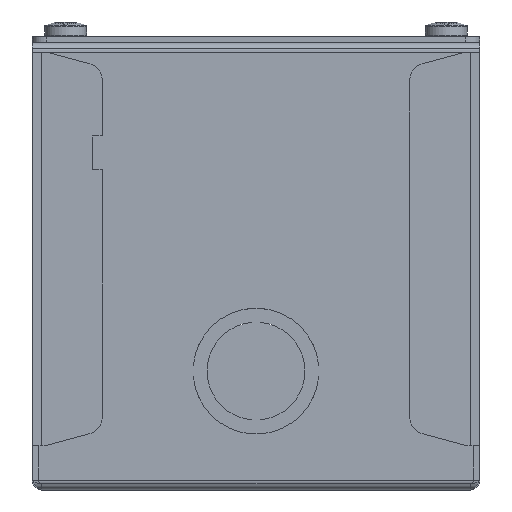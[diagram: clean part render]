
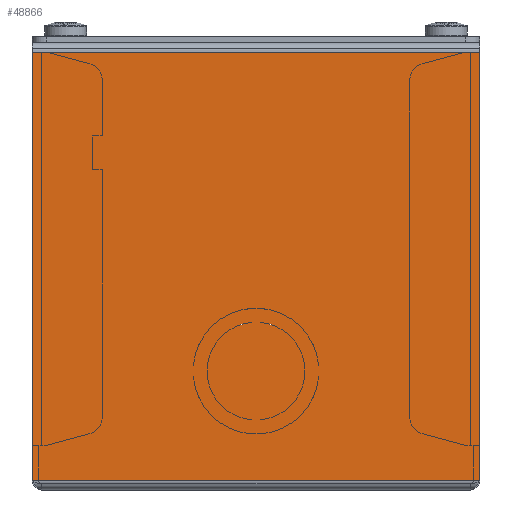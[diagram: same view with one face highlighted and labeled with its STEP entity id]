
A CAD part, left-side view. The second image highlights one B-rep face of the part: STEP entity #48866.
In plain terms, the highlighted planar face has unit normal (-1, 0, 0).
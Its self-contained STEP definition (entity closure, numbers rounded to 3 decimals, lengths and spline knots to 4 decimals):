
#4086=FACE_BOUND('',#8978,.T.);
#4087=FACE_BOUND('',#8979,.T.);
#4088=FACE_BOUND('',#8980,.T.);
#4089=FACE_BOUND('',#8981,.T.);
#4542=PLANE('',#51882);
#6346=FACE_OUTER_BOUND('',#8977,.T.);
#8977=EDGE_LOOP('',(#35266,#35267,#35268,#35269));
#8978=EDGE_LOOP('',(#35270,#35271,#35272,#35273));
#8979=EDGE_LOOP('',(#35274,#35275,#35276,#35277));
#8980=EDGE_LOOP('',(#35278,#35279,#35280,#35281));
#8981=EDGE_LOOP('',(#35282,#35283,#35284,#35285));
#11844=LINE('',#64500,#17034);
#12107=LINE('',#65294,#17297);
#12113=LINE('',#65306,#17303);
#12119=LINE('',#65325,#17309);
#12130=LINE('',#65359,#17320);
#12139=LINE('',#65390,#17329);
#12145=LINE('',#65402,#17335);
#12151=LINE('',#65421,#17341);
#12162=LINE('',#65455,#17352);
#12174=LINE('',#65500,#17364);
#12178=LINE('',#65509,#17368);
#12189=LINE('',#65535,#17379);
#17034=VECTOR('',#54235,0.3937);
#17297=VECTOR('',#55026,0.3937);
#17303=VECTOR('',#55036,0.3937);
#17309=VECTOR('',#55058,0.3937);
#17320=VECTOR('',#55091,0.3937);
#17329=VECTOR('',#55122,0.3937);
#17335=VECTOR('',#55132,0.3937);
#17341=VECTOR('',#55154,0.3937);
#17352=VECTOR('',#55187,0.3937);
#17364=VECTOR('',#55237,0.3937);
#17368=VECTOR('',#55249,0.3937);
#17379=VECTOR('',#55280,0.3937);
#22240=CIRCLE('',#51791,0.4375);
#22244=CIRCLE('',#51800,0.4374);
#22248=CIRCLE('',#51809,0.4375);
#22252=CIRCLE('',#51815,0.4374);
#22256=CIRCLE('',#51823,0.5625);
#22260=CIRCLE('',#51832,0.5624);
#22264=CIRCLE('',#51841,0.5625);
#22268=CIRCLE('',#51847,0.5624);
#22690=VERTEX_POINT('',#64497);
#22691=VERTEX_POINT('',#64499);
#22950=VERTEX_POINT('',#65275);
#22951=VERTEX_POINT('',#65276);
#22958=VERTEX_POINT('',#65293);
#22962=VERTEX_POINT('',#65305);
#22966=VERTEX_POINT('',#65323);
#22967=VERTEX_POINT('',#65324);
#22974=VERTEX_POINT('',#65341);
#22978=VERTEX_POINT('',#65353);
#22982=VERTEX_POINT('',#65371);
#22983=VERTEX_POINT('',#65372);
#22990=VERTEX_POINT('',#65389);
#22994=VERTEX_POINT('',#65401);
#22998=VERTEX_POINT('',#65419);
#22999=VERTEX_POINT('',#65420);
#23006=VERTEX_POINT('',#65437);
#23010=VERTEX_POINT('',#65449);
#23024=VERTEX_POINT('',#65497);
#23025=VERTEX_POINT('',#65499);
#27396=EDGE_CURVE('',#22691,#22690,#11844,.T.);
#27784=EDGE_CURVE('',#22950,#22951,#22240,.T.);
#27792=EDGE_CURVE('',#22951,#22958,#12107,.T.);
#27798=EDGE_CURVE('',#22962,#22950,#12113,.T.);
#27801=EDGE_CURVE('',#22958,#22962,#22244,.T.);
#27808=EDGE_CURVE('',#22966,#22967,#12119,.T.);
#27816=EDGE_CURVE('',#22967,#22974,#22248,.T.);
#27822=EDGE_CURVE('',#22978,#22966,#22252,.T.);
#27825=EDGE_CURVE('',#22974,#22978,#12130,.T.);
#27832=EDGE_CURVE('',#22982,#22983,#22256,.T.);
#27840=EDGE_CURVE('',#22983,#22990,#12139,.T.);
#27846=EDGE_CURVE('',#22994,#22982,#12145,.T.);
#27849=EDGE_CURVE('',#22990,#22994,#22260,.T.);
#27856=EDGE_CURVE('',#22998,#22999,#12151,.T.);
#27864=EDGE_CURVE('',#22999,#23006,#22264,.T.);
#27870=EDGE_CURVE('',#23010,#22998,#22268,.T.);
#27873=EDGE_CURVE('',#23006,#23010,#12162,.T.);
#27896=EDGE_CURVE('',#23024,#23025,#12174,.T.);
#27901=EDGE_CURVE('',#22690,#23025,#12178,.T.);
#27914=EDGE_CURVE('',#22691,#23024,#12189,.T.);
#35266=ORIENTED_EDGE('',*,*,#27901,.T.);
#35267=ORIENTED_EDGE('',*,*,#27896,.F.);
#35268=ORIENTED_EDGE('',*,*,#27914,.F.);
#35269=ORIENTED_EDGE('',*,*,#27396,.T.);
#35270=ORIENTED_EDGE('',*,*,#27801,.T.);
#35271=ORIENTED_EDGE('',*,*,#27798,.T.);
#35272=ORIENTED_EDGE('',*,*,#27784,.T.);
#35273=ORIENTED_EDGE('',*,*,#27792,.T.);
#35274=ORIENTED_EDGE('',*,*,#27825,.T.);
#35275=ORIENTED_EDGE('',*,*,#27822,.T.);
#35276=ORIENTED_EDGE('',*,*,#27808,.T.);
#35277=ORIENTED_EDGE('',*,*,#27816,.T.);
#35278=ORIENTED_EDGE('',*,*,#27849,.T.);
#35279=ORIENTED_EDGE('',*,*,#27846,.T.);
#35280=ORIENTED_EDGE('',*,*,#27832,.T.);
#35281=ORIENTED_EDGE('',*,*,#27840,.T.);
#35282=ORIENTED_EDGE('',*,*,#27873,.T.);
#35283=ORIENTED_EDGE('',*,*,#27870,.T.);
#35284=ORIENTED_EDGE('',*,*,#27856,.T.);
#35285=ORIENTED_EDGE('',*,*,#27864,.T.);
#48866=ADVANCED_FACE('',(#6346,#4086,#4087,#4088,#4089),#4542,.F.);
#51791=AXIS2_PLACEMENT_3D('',#65277,#55010,#55011);
#51800=AXIS2_PLACEMENT_3D('',#65311,#55041,#55042);
#51809=AXIS2_PLACEMENT_3D('',#65342,#55070,#55071);
#51815=AXIS2_PLACEMENT_3D('',#65354,#55084,#55085);
#51823=AXIS2_PLACEMENT_3D('',#65373,#55106,#55107);
#51832=AXIS2_PLACEMENT_3D('',#65407,#55137,#55138);
#51841=AXIS2_PLACEMENT_3D('',#65438,#55166,#55167);
#51847=AXIS2_PLACEMENT_3D('',#65450,#55180,#55181);
#51882=AXIS2_PLACEMENT_3D('',#65534,#55278,#55279);
#54235=DIRECTION('',(0.,0.,1.));
#55010=DIRECTION('center_axis',(1.,0.,0.));
#55011=DIRECTION('ref_axis',(0.,0.,
-1.));
#55026=DIRECTION('',(0.,0.,-1.));
#55036=DIRECTION('',(0.,0.,-1.));
#55041=DIRECTION('center_axis',(-1.,0.,0.));
#55042=DIRECTION('ref_axis',(0.,0.,
1.));
#55058=DIRECTION('',(0.,0.,1.));
#55070=DIRECTION('center_axis',(1.,0.,0.));
#55071=DIRECTION('ref_axis',(0.,0.,
-1.));
#55084=DIRECTION('center_axis',(-1.,0.,0.));
#55085=DIRECTION('ref_axis',(0.,0.,
1.));
#55091=DIRECTION('',(0.,0.,1.));
#55106=DIRECTION('center_axis',(1.,0.,0.));
#55107=DIRECTION('ref_axis',(0.,0.,
-1.));
#55122=DIRECTION('',(0.,-1.,0.));
#55132=DIRECTION('',(0.,-1.,0.));
#55137=DIRECTION('center_axis',(-1.,0.,0.));
#55138=DIRECTION('ref_axis',(0.,0.,
1.));
#55154=DIRECTION('',(0.,1.,0.));
#55166=DIRECTION('center_axis',(1.,0.,0.));
#55167=DIRECTION('ref_axis',(0.,0.,
-1.));
#55180=DIRECTION('center_axis',(-1.,0.,0.));
#55181=DIRECTION('ref_axis',(0.,0.,
1.));
#55187=DIRECTION('',(0.,1.,0.));
#55237=DIRECTION('',(0.,0.,1.));
#55249=DIRECTION('',(0.,1.,0.));
#55278=DIRECTION('center_axis',(1.,0.,0.));
#55279=DIRECTION('ref_axis',(0.,0.,-1.));
#55280=DIRECTION('',(0.,1.,0.));
#64497=CARTESIAN_POINT('',(-12.,-2.,3.914));
#64499=CARTESIAN_POINT('',(-12.,-2.,0.086));
#64500=CARTESIAN_POINT('',(-12.,-2.,0.086));
#65275=CARTESIAN_POINT('',(-12.,0.04,0.6268));
#65276=CARTESIAN_POINT('',(-12.,0.04,1.4982));
#65277=CARTESIAN_POINT('Origin',(-12.,0.,1.0625));
#65293=CARTESIAN_POINT('',(-12.,0.04,1.4981));
#65294=CARTESIAN_POINT('',(-12.,0.04,1.7706));
#65305=CARTESIAN_POINT('',(-12.,0.04,0.6269));
#65306=CARTESIAN_POINT('',(-12.,0.04,1.335));
#65311=CARTESIAN_POINT('Origin',(-12.,0.,1.0625));
#65323=CARTESIAN_POINT('',(-12.,-0.04,1.4981));
#65324=CARTESIAN_POINT('',(-12.,-0.04,1.4982));
#65325=CARTESIAN_POINT('',(-12.,-0.04,1.7705));
#65341=CARTESIAN_POINT('',(-12.,-0.04,0.6268));
#65342=CARTESIAN_POINT('Origin',(-12.,0.,1.0625));
#65353=CARTESIAN_POINT('',(-12.,-0.04,0.6269));
#65354=CARTESIAN_POINT('Origin',(-12.,0.,1.0625));
#65359=CARTESIAN_POINT('',(-12.,-0.04,1.3349));
#65371=CARTESIAN_POINT('',(-12.,-0.5603,1.0125));
#65372=CARTESIAN_POINT('',(-12.,0.5603,1.0125));
#65373=CARTESIAN_POINT('Origin',(-12.,0.,1.0625));
#65389=CARTESIAN_POINT('',(-12.,0.5602,1.0125));
#65390=CARTESIAN_POINT('',(-12.,-0.3908,1.0125));
#65401=CARTESIAN_POINT('',(-12.,-0.5602,1.0125));
#65402=CARTESIAN_POINT('',(-12.,-0.951,1.0125));
#65407=CARTESIAN_POINT('Origin',(-12.,0.,1.0625));
#65419=CARTESIAN_POINT('',(-12.,0.5602,1.1125));
#65420=CARTESIAN_POINT('',(-12.,0.5603,1.1125));
#65421=CARTESIAN_POINT('',(-12.,-0.3908,1.1125));
#65437=CARTESIAN_POINT('',(-12.,-0.5603,1.1125));
#65438=CARTESIAN_POINT('Origin',(-12.,0.,1.0625));
#65449=CARTESIAN_POINT('',(-12.,-0.5602,1.1125));
#65450=CARTESIAN_POINT('Origin',(-12.,0.,1.0625));
#65455=CARTESIAN_POINT('',(-12.,-0.951,1.1125));
#65497=CARTESIAN_POINT('',(-12.,2.,0.086));
#65499=CARTESIAN_POINT('',(-12.,2.,3.914));
#65500=CARTESIAN_POINT('',(-12.,2.,0.086));
#65509=CARTESIAN_POINT('',(-12.,0.3291,3.914));
#65534=CARTESIAN_POINT('Origin',(-12.,-1.3418,2.043));
#65535=CARTESIAN_POINT('',(-12.,2.,0.086));
